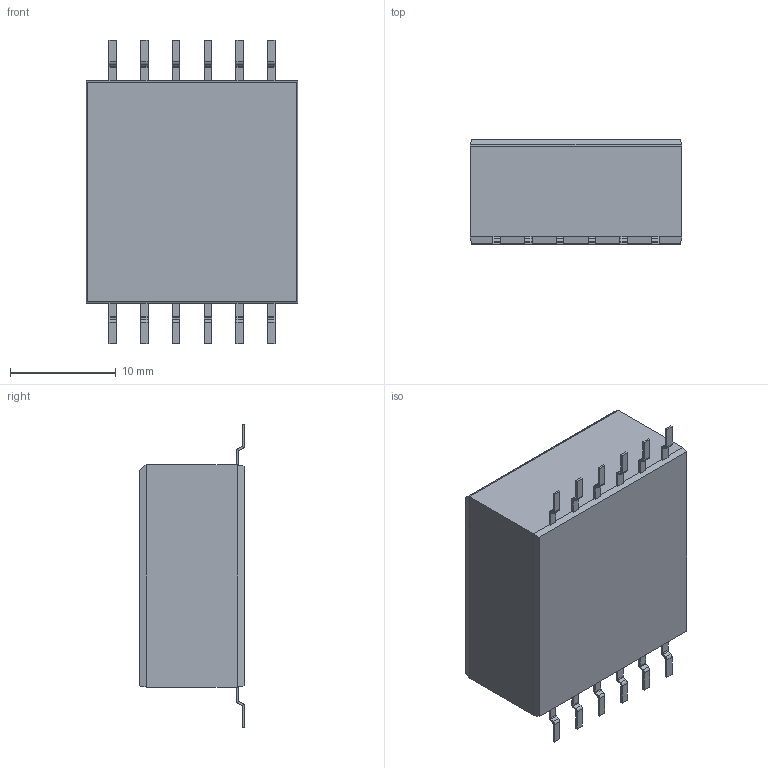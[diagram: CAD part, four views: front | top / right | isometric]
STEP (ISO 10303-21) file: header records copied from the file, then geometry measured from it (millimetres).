
FILE_DESCRIPTION (( 'STEP AP214' ), '1' );
FILE_NAME ( 'EFD20_6+6_SMD.step', '2020-09-09T20:11:21', ( '' ), ( '' ), 'Part was generated with the free Library Expert Lite available at www.PCBLibraries.com. Removing line will violate the End User License Agreement.', '©2017 PCB Libraries, Inc.', '' );
FILE_SCHEMA (( 'AUTOMOTIVE_DESIGN' ));
Length unit declared in the file: millimetre
Products named in the file (1): EFD20_6+6_SMD
Bounding box: 20 x 9.95 x 28.65 mm (x, y, z)
Volume: 4156.9 mm3; surface area: 1722.3 mm2
Topology: 13 solids, 13 shells, 183 faces, 463 edges, 306 vertices
Faces by surface type: plane 135, cylinder 48
Entity records: 6153 total; most frequent: CARTESIAN_POINT 953, DIRECTION 927, ORIENTED_EDGE 926, EDGE_CURVE 463, VECTOR 367, LINE 367, VERTEX_POINT 306, AXIS2_PLACEMENT_3D 280
